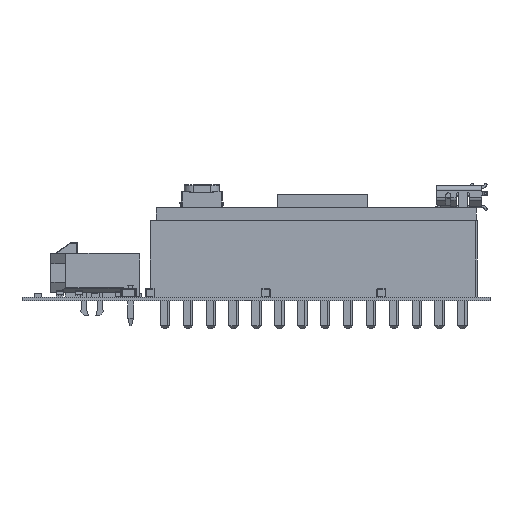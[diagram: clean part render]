
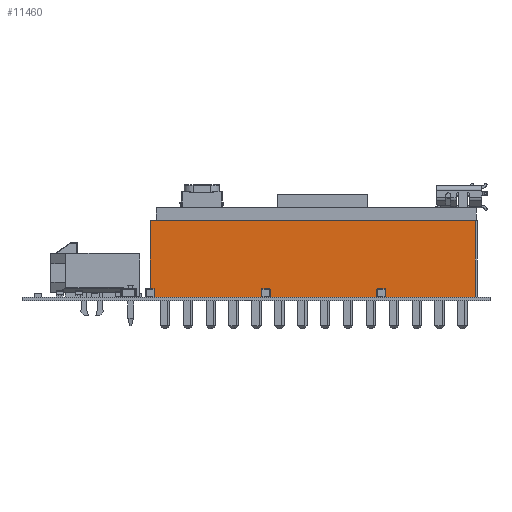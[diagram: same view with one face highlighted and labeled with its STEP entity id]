
A CAD part, left-side view. The second image highlights one B-rep face of the part: STEP entity #11460.
In plain terms, the highlighted face is planar.
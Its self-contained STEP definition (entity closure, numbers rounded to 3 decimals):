
#10857 = VERTEX_POINT('',#10858);
#10858 = CARTESIAN_POINT('',(-1.52,1.27,0.));
#10864 = EDGE_CURVE('',#10857,#10865,#10867,.T.);
#10865 = VERTEX_POINT('',#10866);
#10866 = CARTESIAN_POINT('',(-1.52,1.27,8.5));
#10867 = LINE('',#10868,#10869);
#10868 = CARTESIAN_POINT('',(-1.52,1.27,0.));
#10869 = VECTOR('',#10870,1.);
#10870 = DIRECTION('',(0.,0.,1.));
#10941 = EDGE_CURVE('',#10865,#10942,#10944,.T.);
#10942 = VERTEX_POINT('',#10943);
#10943 = CARTESIAN_POINT('',(34.54,1.27,8.5));
#10944 = LINE('',#10945,#10946);
#10945 = CARTESIAN_POINT('',(-1.52,1.27,8.5));
#10946 = VECTOR('',#10947,1.);
#10947 = DIRECTION('',(1.,0.,0.));
#11460 = ADVANCED_FACE('',(#11461),#11479,.T.);
#11461 = FACE_BOUND('',#11462,.T.);
#11462 = EDGE_LOOP('',(#11463,#11471,#11472,#11473));
#11463 = ORIENTED_EDGE('',*,*,#11464,.F.);
#11464 = EDGE_CURVE('',#10857,#11465,#11467,.T.);
#11465 = VERTEX_POINT('',#11466);
#11466 = CARTESIAN_POINT('',(34.54,1.27,0.));
#11467 = LINE('',#11468,#11469);
#11468 = CARTESIAN_POINT('',(-1.52,1.27,0.));
#11469 = VECTOR('',#11470,1.);
#11470 = DIRECTION('',(1.,0.,0.));
#11471 = ORIENTED_EDGE('',*,*,#10864,.T.);
#11472 = ORIENTED_EDGE('',*,*,#10941,.T.);
#11473 = ORIENTED_EDGE('',*,*,#11474,.F.);
#11474 = EDGE_CURVE('',#11465,#10942,#11475,.T.);
#11475 = LINE('',#11476,#11477);
#11476 = CARTESIAN_POINT('',(34.54,1.27,0.));
#11477 = VECTOR('',#11478,1.);
#11478 = DIRECTION('',(0.,0.,1.));
#11479 = PLANE('',#11480);
#11480 = AXIS2_PLACEMENT_3D('',#11481,#11482,#11483);
#11481 = CARTESIAN_POINT('',(-1.52,1.27,0.));
#11482 = DIRECTION('',(0.,1.,0.));
#11483 = DIRECTION('',(0.,-0.,1.));
